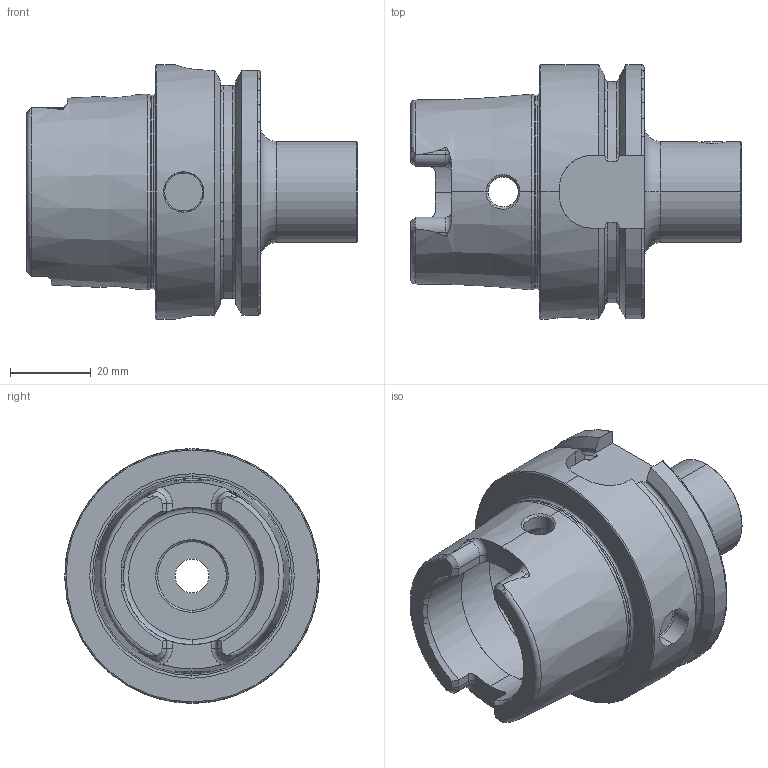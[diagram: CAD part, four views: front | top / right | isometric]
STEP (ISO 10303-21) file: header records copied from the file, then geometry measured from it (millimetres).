
FILE_DESCRIPTION (( 'STEP AP203' ), '1' );
FILE_NAME ('102.063.251.STEP', '2018-03-09T11:00:36', ( 'SWIAdmin' ), ( 'Hewlett-Packard Company' ), 'SwSTEP 2.0', 'SolidWorks 2017', '' );
FILE_SCHEMA (( 'CONFIG_CONTROL_DESIGN' ));
Length unit declared in the file: millimetre
Products named in the file (3): MB2-ER1.001.008_A; 102.063.251; HA6-MB2.K01.050_B_Fertigbearbeitung
Assembly tree (2 placements, depth 2):
  102.063.251
    HA6-MB2.K01.050_B_Fertigbearbeitung
    MB2-ER1.001.008_A
Bounding box: 81.9 x 63 x 63 mm (x, y, z)
Volume: 90162.6 mm3; surface area: 25123.7 mm2
Topology: 2 solids, 2 shells, 233 faces, 601 edges, 374 vertices
Faces by surface type: plane 68, cylinder 66, cone 52, torus 35, bspline 12
Entity records: 8970 total; most frequent: CARTESIAN_POINT 3190, ORIENTED_EDGE 1198, DIRECTION 1103, EDGE_CURVE 599, AXIS2_PLACEMENT_3D 447, VERTEX_POINT 374, EDGE_LOOP 245, FACE_OUTER_BOUND 233
